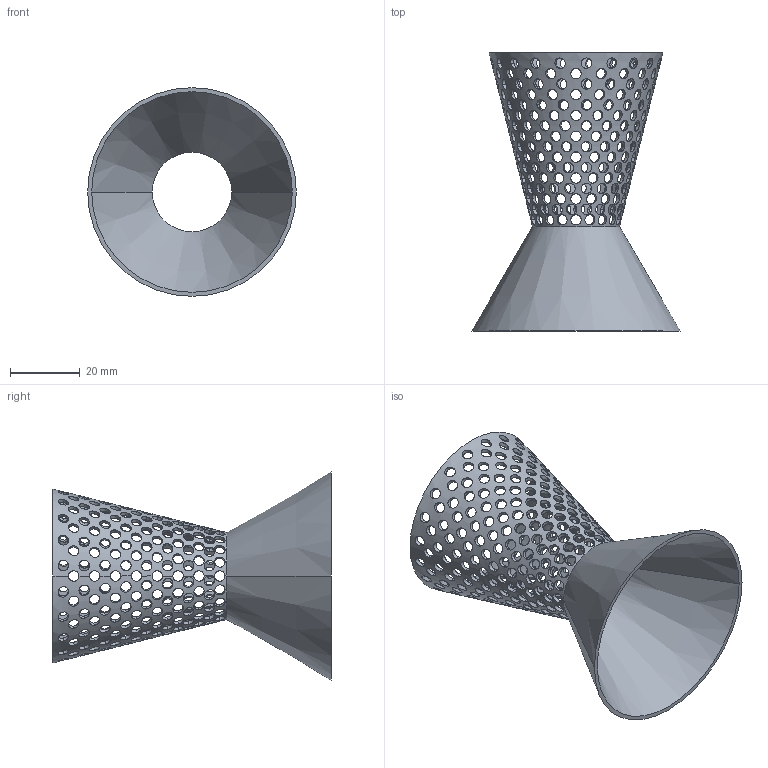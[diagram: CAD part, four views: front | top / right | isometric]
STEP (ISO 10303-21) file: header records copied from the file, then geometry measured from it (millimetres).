
FILE_DESCRIPTION (( 'STEP AP214' ), '1' );
FILE_NAME ('Pattern.STEP', '2017-11-17T16:10:11', ( '' ), ( '' ), 'SwSTEP 2.0', 'SolidWorks 2016', '' );
FILE_SCHEMA (( 'AUTOMOTIVE_DESIGN' ));
Length unit declared in the file: millimetre
Products named in the file (2): Pattern
Bounding box: 60 x 80 x 60 mm (x, y, z)
Volume: 8063.8 mm3; surface area: 19638.5 mm2
Topology: 1 solids, 1 shells, 650 faces, 2054 edges, 1368 vertices
Faces by surface type: cylinder 640, cone 8, plane 2
Entity records: 52283 total; most frequent: CARTESIAN_POINT 35478, ORIENTED_EDGE 4108, EDGE_CURVE 2054, DIRECTION 2014, VERTEX_POINT 1368, B_SPLINE_CURVE_WITH_KNOTS 1356, EDGE_LOOP 1254, VECTOR 686
